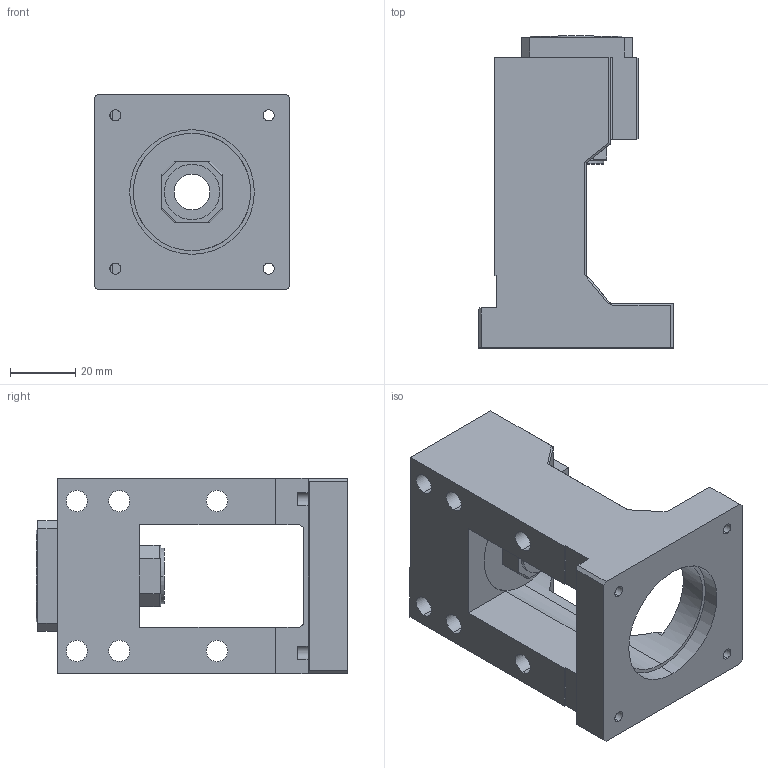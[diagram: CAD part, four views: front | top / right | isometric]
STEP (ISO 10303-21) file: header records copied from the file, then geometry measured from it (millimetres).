
FILE_DESCRIPTION (( 'STEP AP203' ), '1' );
FILE_NAME ('B661 Óãëîâîå êðåïëåíèå äëÿ øàãîâîãî äâèãàòåëÿ HM-12.step', '2025-12-03T14:42:39', ( '' ), ( '' ), 'SwSTEP 2.0', 'SolidWorks 2026', '' );
FILE_SCHEMA (( 'CONFIG_CONTROL_DESIGN' ));
Length unit declared in the file: millimetre
Products named in the file (2): B661 Угловое крепление для шагового двигателя HM-12_00; B661 Угловое крепление для шагового двигателя HM-12
Assembly tree (1 placements, depth 2):
  B661 Угловое крепление для шагового двигателя HM-12
    B661 Угловое крепление для шагового двигателя HM-12_00
Bounding box: 60 x 95.65 x 60 mm (x, y, z)
Volume: 130513.9 mm3; surface area: 34753.4 mm2
Topology: 2 solids, 2 shells, 165 faces, 447 edges, 288 vertices
Faces by surface type: plane 89, cylinder 74, cone 2
Entity records: 5483 total; most frequent: CARTESIAN_POINT 1038, DIRECTION 899, ORIENTED_EDGE 894, EDGE_CURVE 447, AXIS2_PLACEMENT_3D 315, VERTEX_POINT 288, LINE 269, VECTOR 269
